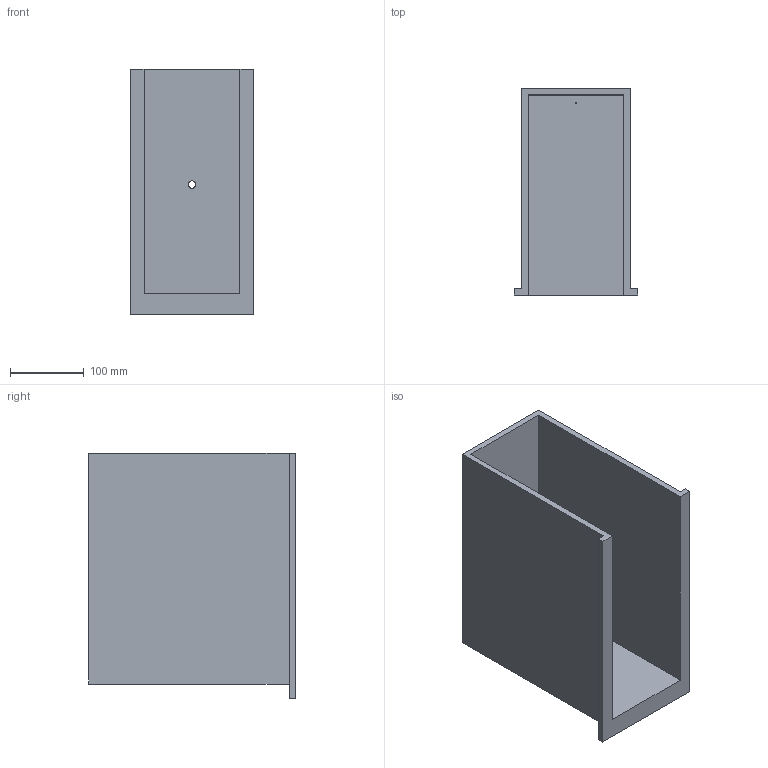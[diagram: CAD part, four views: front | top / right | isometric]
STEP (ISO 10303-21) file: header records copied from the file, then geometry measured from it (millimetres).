
FILE_DESCRIPTION(/* description */ ('STEP AP242','CAx-IF Rec.Pracs.---Representation and Presentation of Product Manufacturing Information (PMI)---4.0---2014-10-13','CAx-IF Rec.Pracs.---3D Tessellated Geometry---0.4---2014-09-14','2;1'),/* implementation_level */ '2;1');
FILE_NAME(/* name */ '639c0a5b2a717418a076c23c',/* time_stamp */ '2022-12-16T06:04:12+00:00',/* author */ (''),/* organization */ (''),/* preprocessor_version */ 'ST-DEVELOPER v18.102',/* originating_system */ ' ',/* authorisation */ ' ');
FILE_SCHEMA (('AP242_MANAGED_MODEL_BASED_3D_ENGINEERING_MIM_LF { 1 0 10303 442 1 1 4 }'));
Length unit declared in the file: metre
Products named in the file (1): Part 1
Bounding box: 167 x 280 x 333 mm (x, y, z)
Volume: 2191656.4 mm3; surface area: 535115.7 mm2
Topology: 1 solids, 1 shells, 16 faces, 43 edges, 29 vertices
Faces by surface type: plane 14, cylinder 2
Full cylindrical faces by diameter (mm): 2.5 x1, 10 x1
Entity records: 510 total; most frequent: CARTESIAN_POINT 85, ORIENTED_EDGE 80, DIRECTION 78, EDGE_CURVE 40, LINE 36, VECTOR 36, VERTEX_POINT 28, EDGE_LOOP 22
